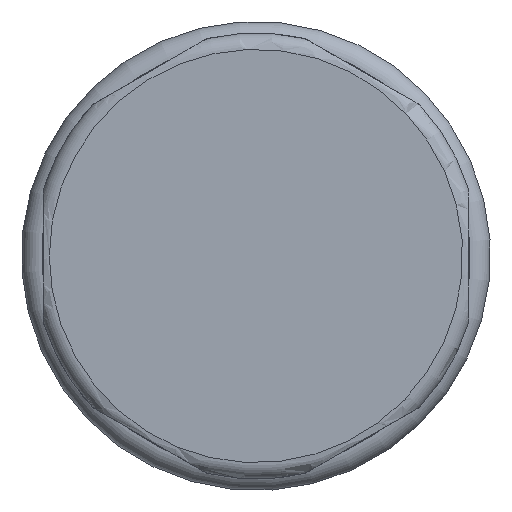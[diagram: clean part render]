
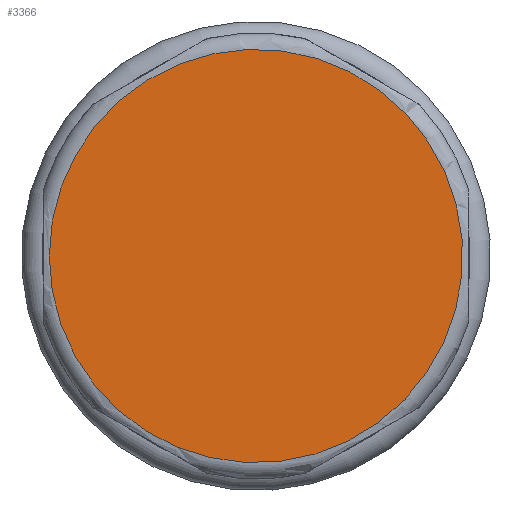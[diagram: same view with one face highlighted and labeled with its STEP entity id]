
A CAD part, left-side view. The second image highlights one B-rep face of the part: STEP entity #3366.
In plain terms, the highlighted planar face has unit normal (-1, 0, 0).
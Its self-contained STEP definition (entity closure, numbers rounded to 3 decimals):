
#3273=CARTESIAN_POINT('',(0.,10.2,0.0));
#3274=VERTEX_POINT('',#3273);
#3275=CARTESIAN_POINT('',(0.,0.0,0.0));
#3276=DIRECTION('',(1.0,0.0,0.0));
#3277=DIRECTION('',(0.0,-1.0,0.0));
#3278=AXIS2_PLACEMENT_3D('',#3275,#3276,#3277);
#3279=CIRCLE('',#3278,10.2);
#3280=EDGE_CURVE('',#3274,#3274,#3279,.T.);
#3358=CARTESIAN_POINT('',(0.,8.75,0.0));
#3359=DIRECTION('',(-1.0,0.0,0.0));
#3360=DIRECTION('',(0.0,0.0,1.0));
#3361=AXIS2_PLACEMENT_3D('',#3358,#3359,#3360);
#3362=PLANE('',#3361);
#3363=ORIENTED_EDGE('',*,*,#3280,.F.);
#3364=EDGE_LOOP('',(#3363));
#3365=FACE_OUTER_BOUND('',#3364,.T.);
#3366=ADVANCED_FACE('',(#3365),#3362,.T.);
